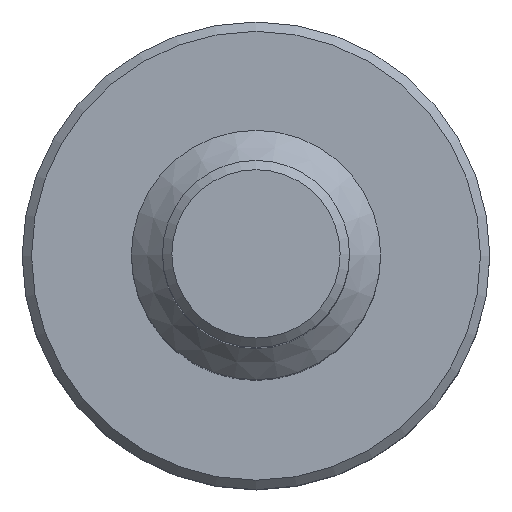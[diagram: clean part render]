
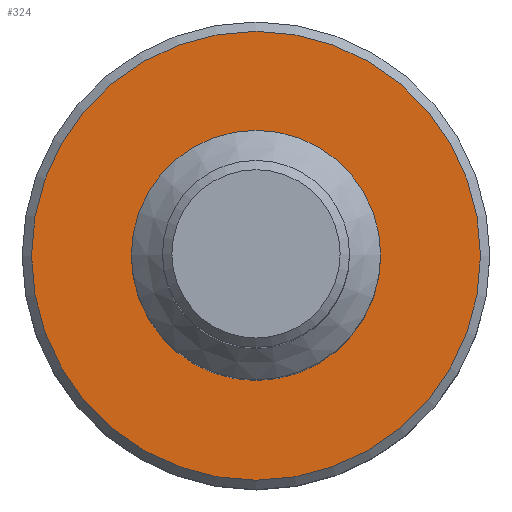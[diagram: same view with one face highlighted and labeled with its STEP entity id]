
A CAD part, top view. The second image highlights one B-rep face of the part: STEP entity #324.
In plain terms, the highlighted planar face has unit normal (0, 0, 1).
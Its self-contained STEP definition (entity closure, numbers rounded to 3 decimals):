
#52=PLANE('',#365);
#71=FACE_BOUND('',#115,.T.);
#83=FACE_OUTER_BOUND('',#114,.T.);
#114=EDGE_LOOP('',(#237));
#115=EDGE_LOOP('',(#238));
#141=CIRCLE('',#359,4.);
#143=CIRCLE('',#362,7.2);
#158=VERTEX_POINT('',#504);
#160=VERTEX_POINT('',#509);
#187=EDGE_CURVE('',#158,#158,#141,.T.);
#189=EDGE_CURVE('',#160,#160,#143,.T.);
#237=ORIENTED_EDGE('',*,*,#189,.F.);
#238=ORIENTED_EDGE('',*,*,#187,.F.);
#324=ADVANCED_FACE('',(#83,#71),#52,.T.);
#359=AXIS2_PLACEMENT_3D('',#505,#412,#413);
#362=AXIS2_PLACEMENT_3D('',#510,#418,#419);
#365=AXIS2_PLACEMENT_3D('',#514,#424,#425);
#412=DIRECTION('center_axis',(0.,0.,1.));
#413=DIRECTION('ref_axis',(-1.,0.,0.));
#418=DIRECTION('center_axis',(0.,0.,
-1.));
#419=DIRECTION('ref_axis',(1.,0.,0.));
#424=DIRECTION('center_axis',(0.,0.,
1.));
#425=DIRECTION('ref_axis',(0.,1.,0.));
#504=CARTESIAN_POINT('',(4.,0.,7.5));
#505=CARTESIAN_POINT('Origin',(0.,0.,7.5));
#509=CARTESIAN_POINT('',(-7.2,0.,7.5));
#510=CARTESIAN_POINT('Origin',(0.,0.,
7.5));
#514=CARTESIAN_POINT('Origin',(0.,7.8,7.5));
